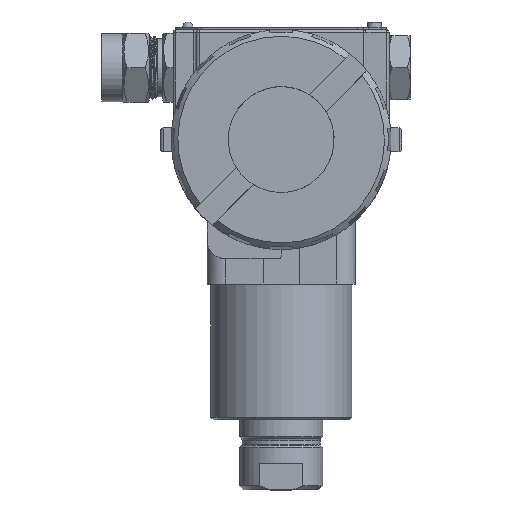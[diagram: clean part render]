
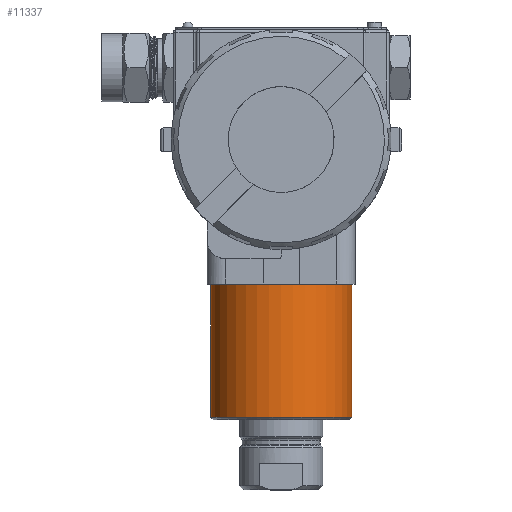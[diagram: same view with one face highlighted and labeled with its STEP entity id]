
A CAD part, top view. The second image highlights one B-rep face of the part: STEP entity #11337.
In plain terms, the highlighted cylindrical face has radius 26.601 mm (diameter 53.202 mm), a full revolution.
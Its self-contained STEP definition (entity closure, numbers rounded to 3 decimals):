
#1071=LINE('',#28856,#2028);
#2028=VECTOR('',#13990,26.601);
#2685=CYLINDRICAL_SURFACE('',#12283,26.601);
#3054=FACE_OUTER_BOUND('',#3724,.T.);
#3724=EDGE_LOOP('',(#8582,#8583,#8584,#8585));
#4383=CIRCLE('',#12282,26.601);
#4384=CIRCLE('',#12284,26.601);
#4904=VERTEX_POINT('',#28851);
#4905=VERTEX_POINT('',#28855);
#6258=EDGE_CURVE('',#4904,#4904,#4383,.T.);
#6259=EDGE_CURVE('',#4904,#4905,#1071,.T.);
#6260=EDGE_CURVE('',#4905,#4905,#4384,.T.);
#8582=ORIENTED_EDGE('',*,*,#6258,.F.);
#8583=ORIENTED_EDGE('',*,*,#6259,.T.);
#8584=ORIENTED_EDGE('',*,*,#6260,.T.);
#8585=ORIENTED_EDGE('',*,*,#6259,.F.);
#11337=ADVANCED_FACE('',(#3054),#2685,.T.);
#12282=AXIS2_PLACEMENT_3D('',#28853,#13986,#13987);
#12283=AXIS2_PLACEMENT_3D('',#28854,#13988,#13989);
#12284=AXIS2_PLACEMENT_3D('',#28857,#13991,#13992);
#13986=DIRECTION('center_axis',(0.,-1.,0.));
#13987=DIRECTION('ref_axis',(1.,0.,0.));
#13988=DIRECTION('center_axis',(0.,-1.,0.));
#13989=DIRECTION('ref_axis',(1.,0.,0.));
#13990=DIRECTION('',(0.,1.,0.));
#13991=DIRECTION('center_axis',(0.,-1.,0.));
#13992=DIRECTION('ref_axis',(1.,0.,0.));
#28851=CARTESIAN_POINT('',(20.399,-104.8,0.));
#28853=CARTESIAN_POINT('Origin',(47.,-104.8,0.));
#28854=CARTESIAN_POINT('Origin',(47.,-79.776,0.));
#28855=CARTESIAN_POINT('',(20.399,-54.753,0.));
#28856=CARTESIAN_POINT('',(20.399,-79.776,0.));
#28857=CARTESIAN_POINT('Origin',(47.,-54.753,0.));
